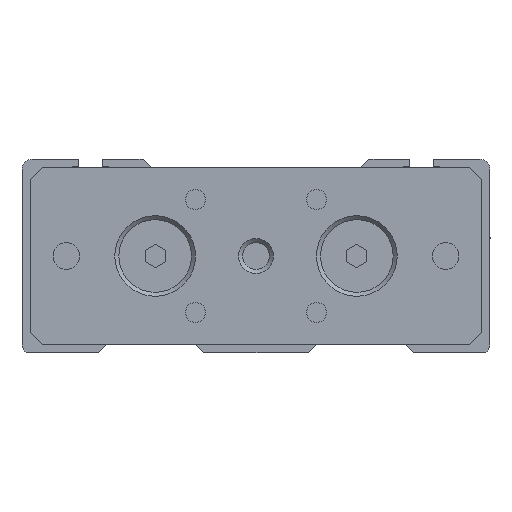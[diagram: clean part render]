
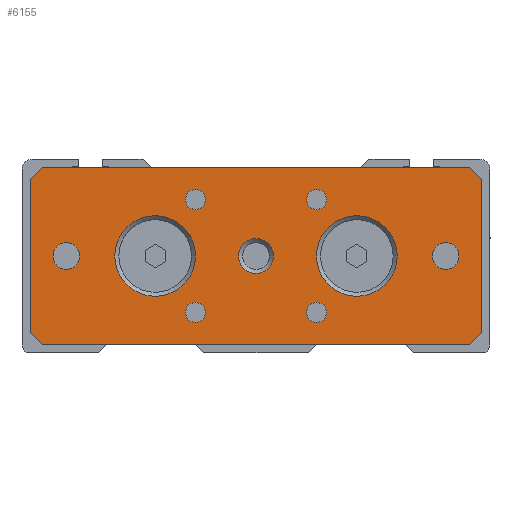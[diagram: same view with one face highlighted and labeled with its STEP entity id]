
A CAD part, left-side view. The second image highlights one B-rep face of the part: STEP entity #6155.
In plain terms, the highlighted planar face has unit normal (-1, 0, 0).
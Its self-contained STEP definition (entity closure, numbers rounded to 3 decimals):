
#5856=CARTESIAN_POINT('',(-8.,-70.5,5.));
#5857=VERTEX_POINT('Vertex261',#5856);
#5858=CARTESIAN_POINT('',(-8.,-70.5,-5.));
#5859=VERTEX_POINT('Vertex305',#5858);
#5860=CARTESIAN_POINT('',(-8.,-70.5,0.));
#5861=DIRECTION('',(1.,0.,0.));
#5862=DIRECTION('',(0.,0.,1.));
#5863=AXIS2_PLACEMENT_3D('',#5860,#5861,#5862);
#5864=CIRCLE('nurbsCrv1265',#5863,5.);
#5865=EDGE_CURVE('Edge456',#5857,#5859,#5864,.T.);
#5867=CARTESIAN_POINT('',(-8.,-70.5,0.));
#5868=DIRECTION('',(1.,0.,0.));
#5869=DIRECTION('',(0.,0.,-1.));
#5870=AXIS2_PLACEMENT_3D('',#5867,#5868,#5869);
#5871=CIRCLE('nurbsCrv1266',#5870,5.);
#5872=EDGE_CURVE('Edge457',#5859,#5857,#5871,.T.);
#5912=CARTESIAN_POINT('',(-8.,-58.,2.15));
#5913=VERTEX_POINT('Vertex263',#5912);
#5914=CARTESIAN_POINT('',(-8.,-58.,-2.15));
#5915=VERTEX_POINT('Vertex307',#5914);
#5916=CARTESIAN_POINT('',(-8.,-58.,0.));
#5917=DIRECTION('',(1.,0.,0.));
#5918=DIRECTION('',(0.,0.,1.));
#5919=AXIS2_PLACEMENT_3D('',#5916,#5917,#5918);
#5920=CIRCLE('nurbsCrv1281',#5919,2.15);
#5921=EDGE_CURVE('Edge461',#5913,#5915,#5920,.T.);
#5923=CARTESIAN_POINT('',(-8.,-58.,0.));
#5924=DIRECTION('',(1.,0.,0.));
#5925=DIRECTION('',(0.,0.,-1.));
#5926=AXIS2_PLACEMENT_3D('',#5923,#5924,#5925);
#5927=CIRCLE('nurbsCrv1282',#5926,2.15);
#5928=EDGE_CURVE('Edge462',#5915,#5913,#5927,.T.);
#5976=CARTESIAN_POINT('',(-8.,-45.5,5.));
#5977=VERTEX_POINT('Vertex265',#5976);
#5978=CARTESIAN_POINT('',(-8.,-45.5,-5.));
#5979=VERTEX_POINT('Vertex309',#5978);
#5980=CARTESIAN_POINT('',(-8.,-45.5,0.));
#5981=DIRECTION('',(1.,0.,0.));
#5982=DIRECTION('',(0.,0.,1.));
#5983=AXIS2_PLACEMENT_3D('',#5980,#5981,#5982);
#5984=CIRCLE('nurbsCrv1303',#5983,5.);
#5985=EDGE_CURVE('Edge466',#5977,#5979,#5984,.T.);
#5987=CARTESIAN_POINT('',(-8.,-45.5,0.));
#5988=DIRECTION('',(1.,0.,0.));
#5989=DIRECTION('',(0.,0.,-1.));
#5990=AXIS2_PLACEMENT_3D('',#5987,#5988,#5989);
#5991=CIRCLE('nurbsCrv1304',#5990,5.);
#5992=EDGE_CURVE('Edge467',#5979,#5977,#5991,.T.);
#6006=CARTESIAN_POINT('',(-8.,-84.5,-11.));
#6007=VERTEX_POINT('Vertex267',#6006);
#6008=CARTESIAN_POINT('',(-8.,-86.,-9.5));
#6009=VERTEX_POINT('Vertex266',#6008);
#6010=CARTESIAN_POINT('',(-8.,-85.25,-10.25));
#6011=DIRECTION('',(0.,-0.707,0.707));
#6012=VECTOR('',#6011,1.);
#6013=LINE('nurbsCrv370',#6010,#6012);
#6014=EDGE_CURVE('Edge370',#6007,#6009,#6013,.T.);
#6015=ORIENTED_EDGE('Edgeuse734',*,*,#6014,.T.);
#6016=CARTESIAN_POINT('',(-8.,-86.,9.5));
#6017=VERTEX_POINT('Vertex268',#6016);
#6018=CARTESIAN_POINT('',(-8.,-86.,0.));
#6019=DIRECTION('',(0.,0.,1.));
#6020=VECTOR('',#6019,1.);
#6021=LINE('nurbsCrv371',#6018,#6020);
#6022=EDGE_CURVE('Edge371',#6009,#6017,#6021,.T.);
#6023=ORIENTED_EDGE('Edgeuse735',*,*,#6022,.T.);
#6024=CARTESIAN_POINT('',(-8.,-84.5,11.));
#6025=VERTEX_POINT('Vertex269',#6024);
#6026=CARTESIAN_POINT('',(-8.,-85.25,10.25));
#6027=DIRECTION('',(0.,0.707,0.707));
#6028=VECTOR('',#6027,1.);
#6029=LINE('nurbsCrv372',#6026,#6028);
#6030=EDGE_CURVE('Edge372',#6017,#6025,#6029,.T.);
#6031=ORIENTED_EDGE('Edgeuse736',*,*,#6030,.T.);
#6032=CARTESIAN_POINT('',(-8.,-31.5,11.));
#6033=VERTEX_POINT('Vertex270',#6032);
#6034=CARTESIAN_POINT('',(-8.,-58.,11.));
#6035=DIRECTION('',(0.,1.,0.));
#6036=VECTOR('',#6035,1.);
#6037=LINE('nurbsCrv373',#6034,#6036);
#6038=EDGE_CURVE('Edge373',#6025,#6033,#6037,.T.);
#6039=ORIENTED_EDGE('Edgeuse737',*,*,#6038,.T.);
#6040=CARTESIAN_POINT('',(-8.,-30.,9.5));
#6041=VERTEX_POINT('Vertex271',#6040);
#6042=CARTESIAN_POINT('',(-8.,-30.75,10.25));
#6043=DIRECTION('',(0.,0.707,-0.707));
#6044=VECTOR('',#6043,1.);
#6045=LINE('nurbsCrv374',#6042,#6044);
#6046=EDGE_CURVE('Edge374',#6033,#6041,#6045,.T.);
#6047=ORIENTED_EDGE('Edgeuse738',*,*,#6046,.T.);
#6048=CARTESIAN_POINT('',(-8.,-30.,-9.5));
#6049=VERTEX_POINT('Vertex272',#6048);
#6050=CARTESIAN_POINT('',(-8.,-30.,0.));
#6051=DIRECTION('',(0.,0.,-1.));
#6052=VECTOR('',#6051,1.);
#6053=LINE('nurbsCrv375',#6050,#6052);
#6054=EDGE_CURVE('Edge375',#6041,#6049,#6053,.T.);
#6055=ORIENTED_EDGE('Edgeuse739',*,*,#6054,.T.);
#6056=CARTESIAN_POINT('',(-8.,-31.5,-11.));
#6057=VERTEX_POINT('Vertex273',#6056);
#6058=CARTESIAN_POINT('',(-8.,-30.75,-10.25));
#6059=DIRECTION('',(0.,-0.707,-0.707));
#6060=VECTOR('',#6059,1.);
#6061=LINE('nurbsCrv376',#6058,#6060);
#6062=EDGE_CURVE('Edge376',#6049,#6057,#6061,.T.);
#6063=ORIENTED_EDGE('Edgeuse740',*,*,#6062,.T.);
#6064=CARTESIAN_POINT('',(-8.,-58.,-11.));
#6065=DIRECTION('',(0.,-1.,0.));
#6066=VECTOR('',#6065,1.);
#6067=LINE('nurbsCrv377',#6064,#6066);
#6068=EDGE_CURVE('Edge377',#6057,#6007,#6067,.T.);
#6069=ORIENTED_EDGE('Edgeuse741',*,*,#6068,.T.);
#6070=EDGE_LOOP('',(#6015,#6023,#6031,#6039,#6047,#6055,#6063,#6069));
#6071=FACE_OUTER_BOUND('',#6070,.T.);
#6072=CARTESIAN_POINT('',(-8.,-50.5,8.25));
#6073=VERTEX_POINT('Vertex274',#6072);
#6074=CARTESIAN_POINT('',(-8.,-50.5,7.));
#6075=DIRECTION('',(-1.,0.,0.));
#6076=DIRECTION('',(0.,0.,1.));
#6077=AXIS2_PLACEMENT_3D('',#6074,#6075,#6076);
#6078=CIRCLE('nurbsCrv378',#6077,1.25);
#6079=EDGE_CURVE('Edge378',#6073,#6073,#6078,.T.);
#6080=ORIENTED_EDGE('Edgeuse742',*,*,#6079,.F.);
#6081=EDGE_LOOP('',(#6080));
#6082=FACE_BOUND('',#6081,.T.);
#6083=CARTESIAN_POINT('',(-8.,-34.5,1.65));
#6084=VERTEX_POINT('Vertex275',#6083);
#6085=CARTESIAN_POINT('',(-8.,-34.5,0.));
#6086=DIRECTION('',(-1.,0.,0.));
#6087=DIRECTION('',(0.,0.,1.));
#6088=AXIS2_PLACEMENT_3D('',#6085,#6086,#6087);
#6089=CIRCLE('nurbsCrv379',#6088,1.65);
#6090=EDGE_CURVE('Edge379',#6084,#6084,#6089,.T.);
#6091=ORIENTED_EDGE('Edgeuse743',*,*,#6090,.F.);
#6092=EDGE_LOOP('',(#6091));
#6093=FACE_BOUND('',#6092,.T.);
#6094=CARTESIAN_POINT('',(-8.,-50.5,-5.75));
#6095=VERTEX_POINT('Vertex276',#6094);
#6096=CARTESIAN_POINT('',(-8.,-50.5,-7.));
#6097=DIRECTION('',(-1.,0.,0.));
#6098=DIRECTION('',(0.,0.,1.));
#6099=AXIS2_PLACEMENT_3D('',#6096,#6097,#6098);
#6100=CIRCLE('nurbsCrv380',#6099,1.25);
#6101=EDGE_CURVE('Edge380',#6095,#6095,#6100,.T.);
#6102=ORIENTED_EDGE('Edgeuse744',*,*,#6101,.F.);
#6103=EDGE_LOOP('',(#6102));
#6104=FACE_BOUND('',#6103,.T.);
#6105=CARTESIAN_POINT('',(-8.,-65.5,-5.75));
#6106=VERTEX_POINT('Vertex277',#6105);
#6107=CARTESIAN_POINT('',(-8.,-65.5,-7.));
#6108=DIRECTION('',(-1.,0.,0.));
#6109=DIRECTION('',(0.,0.,1.));
#6110=AXIS2_PLACEMENT_3D('',#6107,#6108,#6109);
#6111=CIRCLE('nurbsCrv381',#6110,1.25);
#6112=EDGE_CURVE('Edge381',#6106,#6106,#6111,.T.);
#6113=ORIENTED_EDGE('Edgeuse745',*,*,#6112,.F.);
#6114=EDGE_LOOP('',(#6113));
#6115=FACE_BOUND('',#6114,.T.);
#6116=CARTESIAN_POINT('',(-8.,-65.5,8.25));
#6117=VERTEX_POINT('Vertex278',#6116);
#6118=CARTESIAN_POINT('',(-8.,-65.5,7.));
#6119=DIRECTION('',(-1.,0.,0.));
#6120=DIRECTION('',(0.,0.,1.));
#6121=AXIS2_PLACEMENT_3D('',#6118,#6119,#6120);
#6122=CIRCLE('nurbsCrv382',#6121,1.25);
#6123=EDGE_CURVE('Edge382',#6117,#6117,#6122,.T.);
#6124=ORIENTED_EDGE('Edgeuse746',*,*,#6123,.F.);
#6125=EDGE_LOOP('',(#6124));
#6126=FACE_BOUND('',#6125,.T.);
#6127=CARTESIAN_POINT('',(-8.,-81.5,1.65));
#6128=VERTEX_POINT('Vertex279',#6127);
#6129=CARTESIAN_POINT('',(-8.,-81.5,0.));
#6130=DIRECTION('',(-1.,0.,0.));
#6131=DIRECTION('',(0.,0.,1.));
#6132=AXIS2_PLACEMENT_3D('',#6129,#6130,#6131);
#6133=CIRCLE('nurbsCrv383',#6132,1.65);
#6134=EDGE_CURVE('Edge383',#6128,#6128,#6133,.T.);
#6135=ORIENTED_EDGE('Edgeuse747',*,*,#6134,.F.);
#6136=EDGE_LOOP('',(#6135));
#6137=FACE_BOUND('',#6136,.T.);
#6138=ORIENTED_EDGE('Edgeuse932',*,*,#5985,.T.);
#6139=ORIENTED_EDGE('Edgeuse934',*,*,#5992,.T.);
#6140=EDGE_LOOP('',(#6138,#6139));
#6141=FACE_BOUND('',#6140,.T.);
#6142=ORIENTED_EDGE('Edgeuse922',*,*,#5921,.T.);
#6143=ORIENTED_EDGE('Edgeuse924',*,*,#5928,.T.);
#6144=EDGE_LOOP('',(#6142,#6143));
#6145=FACE_BOUND('',#6144,.T.);
#6146=ORIENTED_EDGE('Edgeuse912',*,*,#5865,.T.);
#6147=ORIENTED_EDGE('Edgeuse914',*,*,#5872,.T.);
#6148=EDGE_LOOP('',(#6146,#6147));
#6149=FACE_BOUND('',#6148,.T.);
#6150=CARTESIAN_POINT('',(-8.,-58.,0.));
#6151=DIRECTION('',(-1.,0.,0.));
#6152=DIRECTION('',(0.,0.,1.));
#6153=AXIS2_PLACEMENT_3D('',#6150,#6151,#6152);
#6154=PLANE('nurbsSrf163',#6153);
#6155=ADVANCED_FACE('Face163',(#6071,#6082,#6093,#6104,#6115,#6126,#6137,#6141,
#6145,#6149),#6154,.T.);
